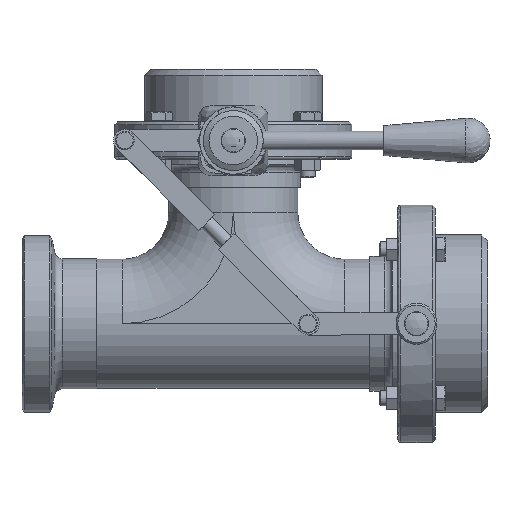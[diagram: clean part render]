
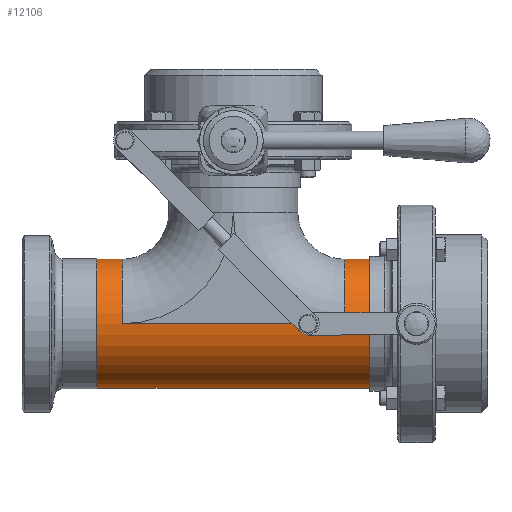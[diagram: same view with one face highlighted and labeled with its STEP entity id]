
A CAD part, front view. The second image highlights one B-rep face of the part: STEP entity #12106.
In plain terms, the highlighted cylindrical face has radius 34.5 mm (diameter 69 mm), a full revolution.
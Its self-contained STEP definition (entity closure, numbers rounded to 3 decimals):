
#459=LINE('',#23800,#865);
#461=LINE('',#23808,#867);
#865=VECTOR('',#16004,119.);
#867=VECTOR('',#16014,119.);
#2169=FACE_BOUND('',#3814,.T.);
#2170=FACE_BOUND('',#3815,.T.);
#2841=FACE_OUTER_BOUND('',#3813,.T.);
#3813=EDGE_LOOP('',(#9752));
#3814=EDGE_LOOP('',(#9753,#9754,#9755,#9756));
#3815=EDGE_LOOP('',(#9757));
#4605=CIRCLE('',#13289,34.5);
#4616=CIRCLE('',#13318,34.5);
#4634=CIRCLE('',#13350,34.5);
#4645=CIRCLE('',#13370,34.5);
#5557=VERTEX_POINT('',#23149);
#5586=VERTEX_POINT('',#23743);
#5604=VERTEX_POINT('',#23792);
#5605=VERTEX_POINT('',#23794);
#5606=VERTEX_POINT('',#23798);
#5608=VERTEX_POINT('',#23806);
#7000=EDGE_CURVE('',#5557,#5557,#4605,.T.);
#7031=EDGE_CURVE('',#5586,#5586,#4616,.T.);
#7049=EDGE_CURVE('',#5604,#5605,#4634,.T.);
#7052=EDGE_CURVE('',#5606,#5605,#459,.T.);
#7056=EDGE_CURVE('',#5608,#5604,#461,.T.);
#7064=EDGE_CURVE('',#5608,#5606,#4645,.T.);
#9752=ORIENTED_EDGE('',*,*,#7031,.T.);
#9753=ORIENTED_EDGE('',*,*,#7064,.T.);
#9754=ORIENTED_EDGE('',*,*,#7052,.T.);
#9755=ORIENTED_EDGE('',*,*,#7049,.F.);
#9756=ORIENTED_EDGE('',*,*,#7056,.F.);
#9757=ORIENTED_EDGE('',*,*,#7000,.F.);
#10715=CYLINDRICAL_SURFACE('',#13369,34.5);
#12106=ADVANCED_FACE('',(#2841,#2169,#2170),#10715,.T.);
#13289=AXIS2_PLACEMENT_3D('',#23150,#15874,#15875);
#13318=AXIS2_PLACEMENT_3D('',#23744,#15932,#15933);
#13350=AXIS2_PLACEMENT_3D('',#23795,#15996,#15997);
#13369=AXIS2_PLACEMENT_3D('',#23824,#16038,#16039);
#13370=AXIS2_PLACEMENT_3D('',#23825,#16040,#16041);
#15874=DIRECTION('center_axis',(1.,0.,0.));
#15875=DIRECTION('ref_axis',(0.,1.,0.));
#15932=DIRECTION('center_axis',(1.,0.,0.));
#15933=DIRECTION('ref_axis',(0.,1.,0.));
#15996=DIRECTION('center_axis',(1.,0.,0.));
#15997=DIRECTION('ref_axis',(0.,-1.,0.));
#16004=DIRECTION('',(-1.,0.,0.));
#16014=DIRECTION('',(-1.,0.,0.));
#16038=DIRECTION('center_axis',(1.,0.,0.));
#16039=DIRECTION('ref_axis',(0.,1.,0.));
#16040=DIRECTION('center_axis',(1.,0.,0.));
#16041=DIRECTION('ref_axis',(0.,-1.,0.));
#23149=CARTESIAN_POINT('',(13.5,34.5,-59.5));
#23150=CARTESIAN_POINT('Origin',(13.5,0.,-59.5));
#23743=CARTESIAN_POINT('',(-132.5,34.5,-59.5));
#23744=CARTESIAN_POINT('Origin',(-132.5,0.,
-59.5));
#23792=CARTESIAN_POINT('',(-119.,34.5,-59.5));
#23794=CARTESIAN_POINT('',(-119.,-34.5,-59.5));
#23795=CARTESIAN_POINT('Origin',(-119.,0.,
-59.5));
#23798=CARTESIAN_POINT('',(0.,-34.5,-59.5));
#23800=CARTESIAN_POINT('',(13.5,-34.5,-59.5));
#23806=CARTESIAN_POINT('',(0.,34.5,-59.5));
#23808=CARTESIAN_POINT('',(13.5,34.5,-59.5));
#23824=CARTESIAN_POINT('Origin',(0.,0.,-59.5));
#23825=CARTESIAN_POINT('Origin',(0.,0.,-59.5));
